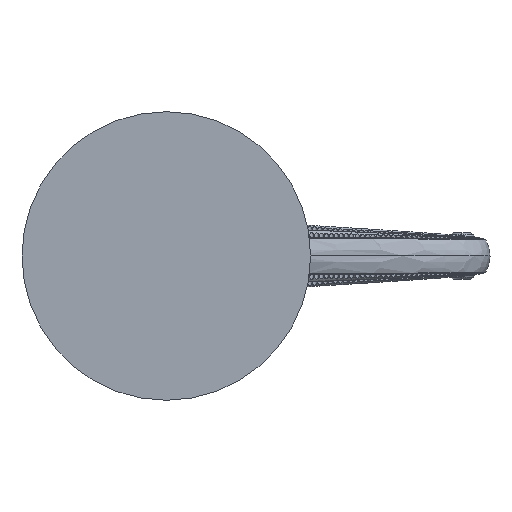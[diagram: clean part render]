
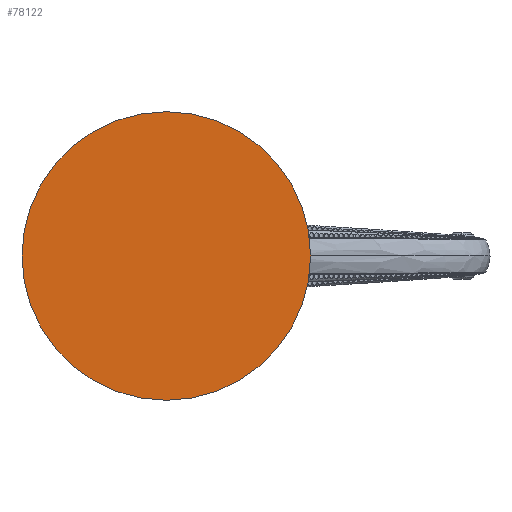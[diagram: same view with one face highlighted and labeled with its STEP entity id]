
A CAD part, front view. The second image highlights one B-rep face of the part: STEP entity #78122.
In plain terms, the highlighted planar face has unit normal (0, -1, 0).
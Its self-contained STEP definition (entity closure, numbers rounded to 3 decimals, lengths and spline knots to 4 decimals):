
#2=CARTESIAN_POINT('',(0.,0.,0.));
#3=DIRECTION('',(0.,-1.,0.));
#4=DIRECTION('',(1.,0.,0.));
#5=AXIS2_PLACEMENT_3D('',#2,#3,#4);
#15=CARTESIAN_POINT('',(0.,0.,0.));
#16=DIRECTION('',(0.,1.,0.));
#17=DIRECTION('',(1.,0.,0.));
#18=AXIS2_PLACEMENT_3D('',#15,#16,#17);
#71411=CARTESIAN_POINT('',(1.285,0.,0.));
#71413=VERTEX_POINT('',#71411);
#71417=CARTESIAN_POINT('',(-1.285,0.,0.));
#71419=VERTEX_POINT('',#71417);
#78111=CARTESIAN_POINT('',(0.,0.,0.));
#78112=DIRECTION('',(0.,-1.,0.));
#78113=DIRECTION('',(-1.,0.,0.));
#78114=AXIS2_PLACEMENT_3D('',#78111,#78112,#78113);
#78115=PLANE('',#78114);
#78117=ORIENTED_EDGE('',*,*,#78116,.F.);
#78119=ORIENTED_EDGE('',*,*,#78118,.T.);
#78120=EDGE_LOOP('',(#78117,#78119));
#78121=FACE_OUTER_BOUND('',#78120,.F.);
#78122=ADVANCED_FACE('',(#78121),#78115,.T.);
#6=CIRCLE('',#5,1.285);
#19=CIRCLE('',#18,1.285);
#78116=EDGE_CURVE('',#71413,#71419,#6,.T.);
#78118=EDGE_CURVE('',#71413,#71419,#19,.T.);
